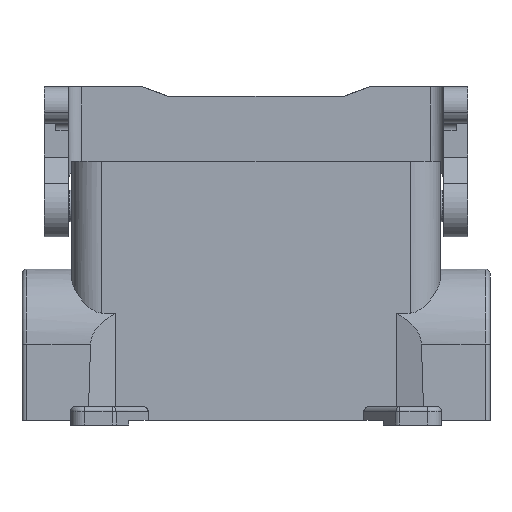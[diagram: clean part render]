
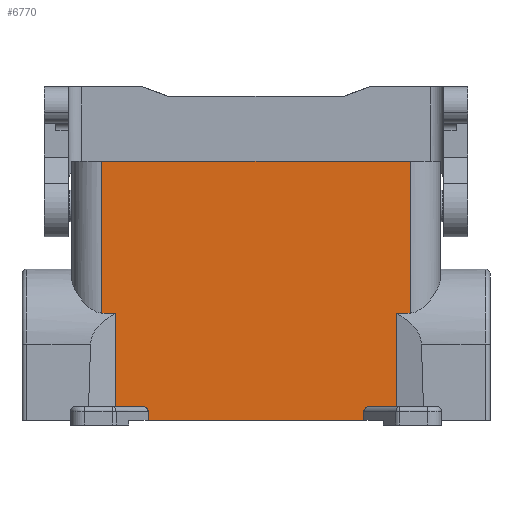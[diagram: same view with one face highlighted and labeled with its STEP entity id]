
A CAD part, front view. The second image highlights one B-rep face of the part: STEP entity #6770.
In plain terms, the highlighted face is planar.
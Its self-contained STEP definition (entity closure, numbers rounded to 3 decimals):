
#2920=CARTESIAN_POINT('',(-16.455,-23.458,2.));
#2930=VERTEX_POINT('',#2920);
#2960=CARTESIAN_POINT('',(-16.455,-24.679,2.));
#2970=DIRECTION('',(-1.,0.,0.));
#2980=DIRECTION('',(0.,-1.,0.));
#2990=AXIS2_PLACEMENT_3D('',#2960,#2970,#2980);
#3000=ELLIPSE('',#2990,1.221,1.);
#3010=CARTESIAN_POINT('',(-16.455,-24.679,3.));
#3020=VERTEX_POINT('',#3010);
#3030=EDGE_CURVE('',#3020,#2930,#3000,.T.);
#4770=CARTESIAN_POINT('',(-16.455,-30.459,23.188));
#4780=VERTEX_POINT('',#4770);
#4930=CARTESIAN_POINT('',(-16.455,-30.459,3.));
#4940=VERTEX_POINT('',#4930);
#4970=CARTESIAN_POINT('',(-16.455,-30.459,0.));
#4980=DIRECTION('',(0.,0.,1.));
#4990=VECTOR('',#4980,1.);
#5000=LINE('',#4970,#4990);
#5010=EDGE_CURVE('',#4940,#4780,#5000,.T.);
#5790=CARTESIAN_POINT('',(-16.455,33.08,56.));
#5800=DIRECTION('',(-1.,0.,0.));
#5810=DIRECTION('',(0.,-1.,0.));
#5820=AXIS2_PLACEMENT_3D('',#5790,#5800,#5810);
#5830=PLANE('',#5820);
#5840=CARTESIAN_POINT('',(-16.455,-50.67,23.188));
#5850=DIRECTION('',(0.,1.,0.));
#5860=VECTOR('',#5850,1.);
#5870=LINE('',#5840,#5860);
#5880=CARTESIAN_POINT('',(-16.455,30.119,23.188));
#5890=VERTEX_POINT('',#5880);
#5900=CARTESIAN_POINT('',(-16.455,33.08,23.188));
#5910=VERTEX_POINT('',#5900);
#5920=EDGE_CURVE('',#5890,#5910,#5870,.T.);
#5930=ORIENTED_EDGE('',*,*,#5920,.F.);
#5940=CARTESIAN_POINT('',(-16.455,33.08,56.));
#5950=DIRECTION('',(0.,0.,-1.));
#5960=VECTOR('',#5950,1.);
#5970=LINE('',#5940,#5960);
#5980=CARTESIAN_POINT('',(-16.455,33.08,56.));
#5990=VERTEX_POINT('',#5980);
#6000=EDGE_CURVE('',#5990,#5910,#5970,.T.);
#6010=ORIENTED_EDGE('',*,*,#6000,.T.);
#6020=CARTESIAN_POINT('',(-16.455,-39.92,56.));
#6030=DIRECTION('',(0.,1.,0.));
#6040=VECTOR('',#6030,1.);
#6050=LINE('',#6020,#6040);
#6060=CARTESIAN_POINT('',(-16.455,-33.42,56.));
#6070=VERTEX_POINT('',#6060);
#6080=EDGE_CURVE('',#6070,#5990,#6050,.T.);
#6090=ORIENTED_EDGE('',*,*,#6080,.T.);
#6100=CARTESIAN_POINT('',(-16.455,-33.42,56.));
#6110=DIRECTION('',(0.,0.,-1.));
#6120=VECTOR('',#6110,1.);
#6130=LINE('',#6100,#6120);
#6140=CARTESIAN_POINT('',(-16.455,-33.42,23.188));
#6150=VERTEX_POINT('',#6140);
#6160=EDGE_CURVE('',#6070,#6150,#6130,.T.);
#6170=ORIENTED_EDGE('',*,*,#6160,.F.);
#6180=EDGE_CURVE('',#6150,#4780,#5870,.T.);
#6190=ORIENTED_EDGE('',*,*,#6180,.F.);
#6200=ORIENTED_EDGE('',*,*,#5010,.T.);
#6210=CARTESIAN_POINT('',(-16.455,0.,3.));
#6220=DIRECTION('',(0.,-1.,0.));
#6230=VECTOR('',#6220,1.);
#6240=LINE('',#6210,#6230);
#6250=EDGE_CURVE('',#3020,#4940,#6240,.T.);
#6260=ORIENTED_EDGE('',*,*,#6250,.T.);
#6270=ORIENTED_EDGE('',*,*,#3030,.F.);
#6280=CARTESIAN_POINT('',(-16.455,-23.458,0.));
#6290=DIRECTION('',(0.,0.,1.));
#6300=VECTOR('',#6290,1.);
#6310=LINE('',#6280,#6300);
#6320=CARTESIAN_POINT('',(-16.455,-23.458,0.));
#6330=VERTEX_POINT('',#6320);
#6340=EDGE_CURVE('',#6330,#2930,#6310,.T.);
#6350=ORIENTED_EDGE('',*,*,#6340,.T.);
#6360=CARTESIAN_POINT('',(-16.455,0.,0.));
#6370=DIRECTION('',(0.,-1.,0.));
#6380=VECTOR('',#6370,1.);
#6390=LINE('',#6360,#6380);
#6400=CARTESIAN_POINT('',(-16.455,23.118,0.));
#6410=VERTEX_POINT('',#6400);
#6420=EDGE_CURVE('',#6410,#6330,#6390,.T.);
#6430=ORIENTED_EDGE('',*,*,#6420,.T.);
#6440=CARTESIAN_POINT('',(-16.455,23.118,0.));
#6450=DIRECTION('',(0.,0.,1.));
#6460=VECTOR('',#6450,1.);
#6470=LINE('',#6440,#6460);
#6480=CARTESIAN_POINT('',(-16.455,23.118,2.));
#6490=VERTEX_POINT('',#6480);
#6500=EDGE_CURVE('',#6410,#6490,#6470,.T.);
#6510=ORIENTED_EDGE('',*,*,#6500,.F.);
#6520=CARTESIAN_POINT('',(-16.455,24.339,2.));
#6530=DIRECTION('',(-1.,0.,0.));
#6540=DIRECTION('',(0.,-1.,0.));
#6550=AXIS2_PLACEMENT_3D('',#6520,#6530,#6540);
#6560=ELLIPSE('',#6550,1.221,1.);
#6570=CARTESIAN_POINT('',(-16.455,24.339,3.));
#6580=VERTEX_POINT('',#6570);
#6590=EDGE_CURVE('',#6490,#6580,#6560,.T.);
#6600=ORIENTED_EDGE('',*,*,#6590,.F.);
#6610=CARTESIAN_POINT('',(-16.455,0.,3.));
#6620=DIRECTION('',(0.,1.,0.));
#6630=VECTOR('',#6620,1.);
#6640=LINE('',#6610,#6630);
#6650=CARTESIAN_POINT('',(-16.455,30.119,3.));
#6660=VERTEX_POINT('',#6650);
#6670=EDGE_CURVE('',#6580,#6660,#6640,.T.);
#6680=ORIENTED_EDGE('',*,*,#6670,.F.);
#6690=CARTESIAN_POINT('',(-16.455,30.119,0.));
#6700=DIRECTION('',(0.,0.,1.));
#6710=VECTOR('',#6700,1.);
#6720=LINE('',#6690,#6710);
#6730=EDGE_CURVE('',#6660,#5890,#6720,.T.);
#6740=ORIENTED_EDGE('',*,*,#6730,.F.);
#6750=EDGE_LOOP('',(#6740,#6680,#6600,#6510,#6430,#6350,#6270,#6260,
#6200,#6190,#6170,#6090,#6010,#5930));
#6760=FACE_OUTER_BOUND('',#6750,.T.);
#6770=ADVANCED_FACE('',(#6760),#5830,.T.);
